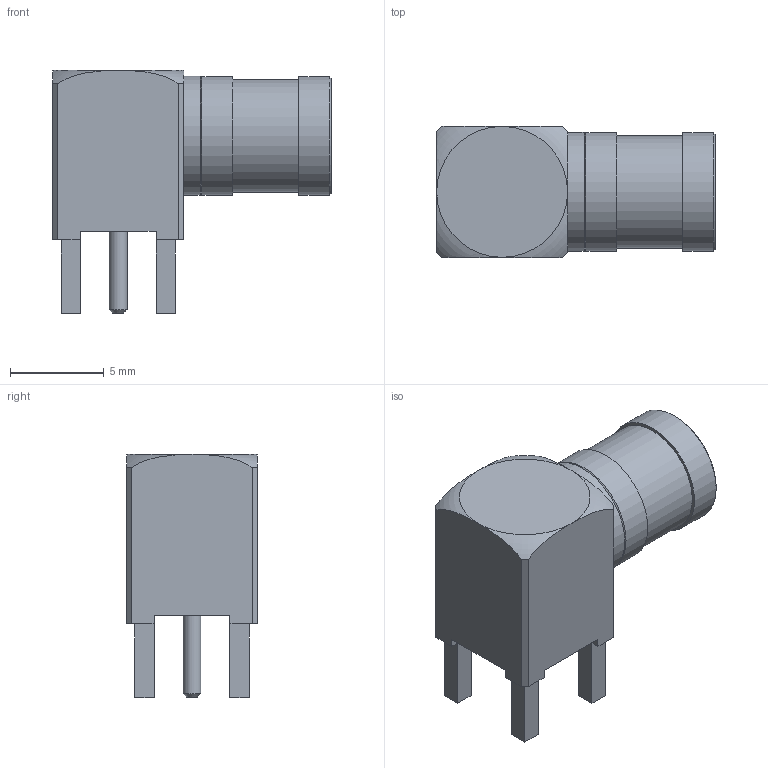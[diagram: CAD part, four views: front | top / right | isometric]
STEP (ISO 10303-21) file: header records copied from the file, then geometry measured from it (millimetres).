
FILE_DESCRIPTION(/* description */ ('Unknown'),/* implementation_level */ '2;1');
FILE_NAME(/* name */ '61613002111501',/* time_stamp */ '2020-01-17T11:26:40+01:00',/* author */ ('Unknown'),/* organization */ ('Unknown'),/* preprocessor_version */ 'ST-DEVELOPER v16.7',/* originating_system */ 'DEX',/* authorisation */ $);
FILE_SCHEMA (('AUTOMOTIVE_DESIGN {1 0 10303 214 3 1 1}'));
Length unit declared in the file: millimetre
Products named in the file (1): 61613002111501
Bounding box: 14.9 x 7 x 13 mm (x, y, z)
Volume: 1201.8 mm3; surface area: 1953.7 mm2
Topology: 4 solids, 4 shells, 562 faces, 1528 edges, 942 vertices
Faces by surface type: plane 364, cone 106, cylinder 84, torus 8
Full cylindrical faces by diameter (mm): 0.25 x2, 0.96 x4, 2 x2, 3 x2, 3.04 x2, 3.72 x2, 4.44 x2, 4.46 x2, 5.06 x2, 5.2 x4, 5.4 x2, 6.02 x2, 6.35 x4, 6.36 x2
Entity records: 21504 total; most frequent: CARTESIAN_POINT 3651, ORIENTED_EDGE 2924, DIRECTION 2856, EDGE_CURVE 1462, AXIS2_PLACEMENT_3D 1058, VERTEX_POINT 920, LINE 740, VECTOR 740
